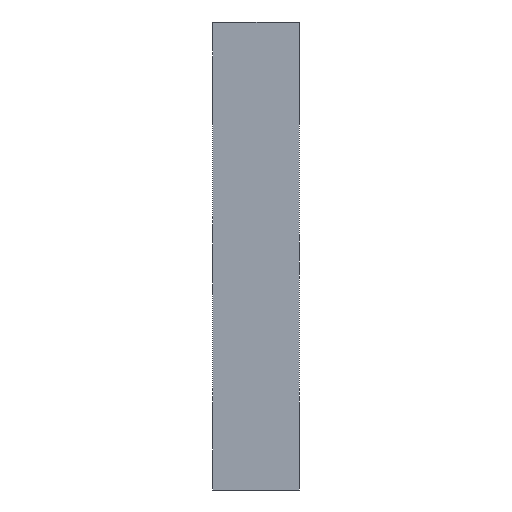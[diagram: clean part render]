
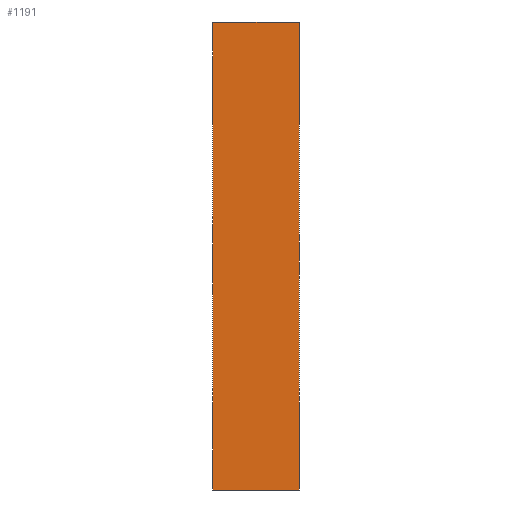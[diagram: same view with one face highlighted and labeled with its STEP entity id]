
A CAD part, left-side view. The second image highlights one B-rep face of the part: STEP entity #1191.
In plain terms, the highlighted planar face has unit normal (-1, 0, 0).
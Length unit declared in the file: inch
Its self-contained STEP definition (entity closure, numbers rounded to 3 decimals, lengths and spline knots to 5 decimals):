
#80 = DIRECTION ( 'NONE',  ( 0., 0., 1. ) ) ;
#111 = VECTOR ( 'NONE', #1630, 39.37008 ) ;
#113 = EDGE_CURVE ( 'NONE', #1519, #843, #212, .T. ) ;
#145 = CARTESIAN_POINT ( 'NONE',  ( -5.512, 0.5, -1.35 ) ) ;
#184 = PLANE ( 'NONE',  #1012 ) ;
#212 = LINE ( 'NONE', #723, #1310 ) ;
#243 = EDGE_CURVE ( 'NONE', #1562, #894, #1314, .T. ) ;
#293 = EDGE_CURVE ( 'NONE', #894, #843, #1247, .T. ) ;
#323 = DIRECTION ( 'NONE',  ( 0., 0., -1. ) ) ;
#699 = CARTESIAN_POINT ( 'NONE',  ( -5.512, 0.5, 1.35 ) ) ;
#723 = CARTESIAN_POINT ( 'NONE',  ( -5.512, 0.5, 1.35 ) ) ;
#753 = CARTESIAN_POINT ( 'NONE',  ( -5.512, 0.5, -1.35 ) ) ;
#835 = LINE ( 'NONE', #1631, #1582 ) ;
#843 = VERTEX_POINT ( 'NONE', #1686 ) ;
#866 = CARTESIAN_POINT ( 'NONE',  ( -5.512, 0., -1.35 ) ) ;
#894 = VERTEX_POINT ( 'NONE', #866 ) ;
#915 = ORIENTED_EDGE ( 'NONE', *, *, #113, .F. ) ;
#993 = DIRECTION ( 'NONE',  ( 0., 0., 1. ) ) ;
#1012 = AXIS2_PLACEMENT_3D ( 'NONE', #699, #1214, #323 ) ;
#1097 = ORIENTED_EDGE ( 'NONE', *, *, #243, .T. ) ;
#1185 = ORIENTED_EDGE ( 'NONE', *, *, #293, .T. ) ;
#1191 = ADVANCED_FACE ( 'NONE', ( #1232 ), #184, .F. ) ;
#1194 = ORIENTED_EDGE ( 'NONE', *, *, #1401, .F. ) ;
#1214 = DIRECTION ( 'NONE',  ( 1., 0., 0. ) ) ;
#1225 = CARTESIAN_POINT ( 'NONE',  ( -5.512, 0., 1.35 ) ) ;
#1228 = VECTOR ( 'NONE', #80, 39.37008 ) ;
#1232 = FACE_OUTER_BOUND ( 'NONE', #1543, .T. ) ;
#1247 = LINE ( 'NONE', #1225, #1228 ) ;
#1249 = DIRECTION ( 'NONE',  ( 0., -1., 0. ) ) ;
#1265 = CARTESIAN_POINT ( 'NONE',  ( -5.512, 0.5, 1.35 ) ) ;
#1310 = VECTOR ( 'NONE', #1249, 39.37008 ) ;
#1314 = LINE ( 'NONE', #145, #111 ) ;
#1401 = EDGE_CURVE ( 'NONE', #1562, #1519, #835, .T. ) ;
#1519 = VERTEX_POINT ( 'NONE', #1265 ) ;
#1543 = EDGE_LOOP ( 'NONE', ( #1185, #915, #1194, #1097 ) ) ;
#1562 = VERTEX_POINT ( 'NONE', #753 ) ;
#1582 = VECTOR ( 'NONE', #993, 39.37008 ) ;
#1630 = DIRECTION ( 'NONE',  ( 0., -1., 0. ) ) ;
#1631 = CARTESIAN_POINT ( 'NONE',  ( -5.512, 0.5, 1.35 ) ) ;
#1686 = CARTESIAN_POINT ( 'NONE',  ( -5.512, 0., 1.35 ) ) ;
